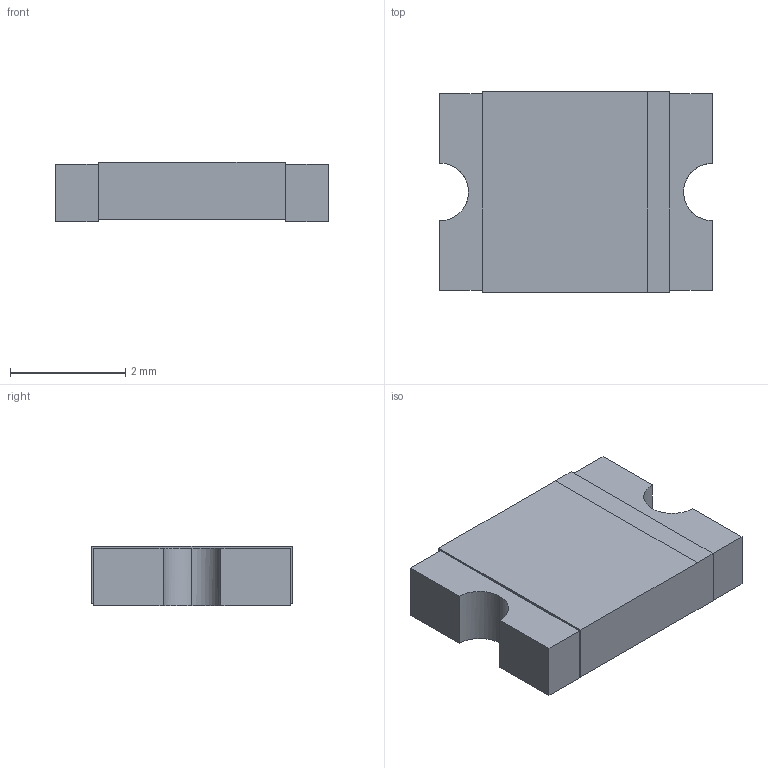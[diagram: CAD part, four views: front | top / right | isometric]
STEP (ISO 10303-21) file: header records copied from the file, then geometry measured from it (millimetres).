
FILE_DESCRIPTION (( 'STEP AP214' ), '1' );
FILE_NAME ('ALSRobot-Fuse 1812.STEP', '2018-12-14T13:17:38', ( '' ), ( '' ), 'SwSTEP 2.0', 'SolidWorks 2018', '' );
FILE_SCHEMA (( 'AUTOMOTIVE_DESIGN' ));
Length unit declared in the file: millimetre
Products named in the file (1): ALSRobot-Fuse 1812
Bounding box: 4.74 x 3.48 x 1.03 mm (x, y, z)
Volume: 15.6 mm3; surface area: 49.2 mm2
Topology: 1 solids, 1 shells, 24 faces, 62 edges, 40 vertices
Faces by surface type: plane 21, cylinder 3
Entity records: 914 total; most frequent: CARTESIAN_POINT 208, ORIENTED_EDGE 124, DIRECTION 105, EDGE_CURVE 62, VECTOR 55, LINE 55, VERTEX_POINT 40, AXIS2_PLACEMENT_3D 25
